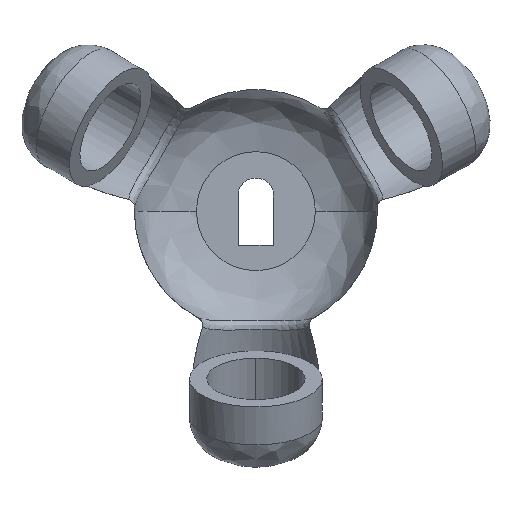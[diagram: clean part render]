
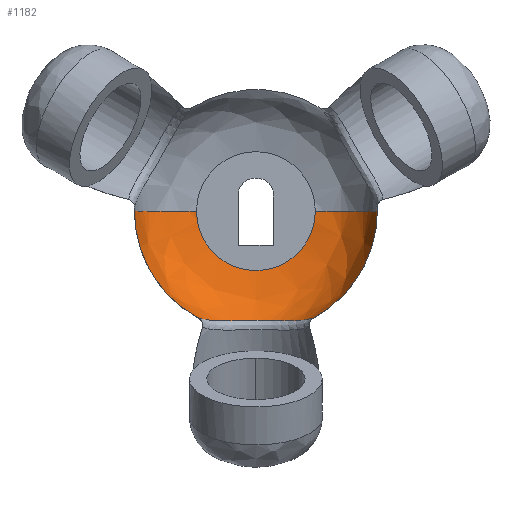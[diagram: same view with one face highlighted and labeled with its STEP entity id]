
A CAD part, top view. The second image highlights one B-rep face of the part: STEP entity #1182.
In plain terms, the highlighted free-form (B-spline) face has degree [3, 3] with [4, 7] control points.
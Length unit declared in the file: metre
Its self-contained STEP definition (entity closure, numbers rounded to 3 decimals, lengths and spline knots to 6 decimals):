
#86=B_SPLINE_CURVE_WITH_KNOTS('',3,(#2011,#2012,#2013,#2014,#2015,#2016,
#2017,#2018),.UNSPECIFIED.,.F.,.F.,(4,1,1,1,1,4),(0.,0.004575,
0.009149,0.013724,0.016011,0.018298),
 .UNSPECIFIED.);
#265=(
BOUNDED_CURVE()
B_SPLINE_CURVE(3,(#1598,#1599,#1600,#1601),.UNSPECIFIED.,.F.,.F.)
B_SPLINE_CURVE_WITH_KNOTS((4,4),(0.,1.),.PIECEWISE_BEZIER_KNOTS.)
CURVE()
GEOMETRIC_REPRESENTATION_ITEM()
RATIONAL_B_SPLINE_CURVE((1.,0.735,0.735,1.))
REPRESENTATION_ITEM('')
);
#266=(
BOUNDED_CURVE()
B_SPLINE_CURVE(3,(#1605,#1606,#1607,#1608),.UNSPECIFIED.,.F.,.F.)
B_SPLINE_CURVE_WITH_KNOTS((4,4),(0.,1.),.PIECEWISE_BEZIER_KNOTS.)
CURVE()
GEOMETRIC_REPRESENTATION_ITEM()
RATIONAL_B_SPLINE_CURVE((1.,0.735,0.735,1.))
REPRESENTATION_ITEM('')
);
#357=ORIENTED_EDGE('',*,*,#646,.F.);
#358=ORIENTED_EDGE('',*,*,#716,.F.);
#359=ORIENTED_EDGE('',*,*,#717,.T.);
#360=ORIENTED_EDGE('',*,*,#639,.F.);
#361=ORIENTED_EDGE('',*,*,#648,.T.);
#362=ORIENTED_EDGE('',*,*,#718,.F.);
#639=EDGE_CURVE('',#822,#823,#935,.F.);
#646=EDGE_CURVE('',#828,#830,#265,.T.);
#648=EDGE_CURVE('',#822,#831,#266,.T.);
#716=EDGE_CURVE('',#893,#828,#958,.F.);
#717=EDGE_CURVE('',#893,#823,#86,.T.);
#718=EDGE_CURVE('',#830,#831,#959,.T.);
#822=VERTEX_POINT('',#1545);
#823=VERTEX_POINT('',#1547);
#828=VERTEX_POINT('',#1596);
#830=VERTEX_POINT('',#1602);
#831=VERTEX_POINT('',#1604);
#893=VERTEX_POINT('',#2010);
#935=CIRCLE('',#1258,0.015634);
#958=CIRCLE('',#1287,0.015634);
#959=CIRCLE('',#1288,0.00765);
#994=EDGE_LOOP('',(#357,#358,#359,#360,#361,#362));
#1073=FACE_BOUND('',#994,.T.);
#1145=(
BOUNDED_SURFACE()
B_SPLINE_SURFACE(3,3,((#1981,#1982,#1983,#1984,#1985,#1986,#1987),(#1988,
#1989,#1990,#1991,#1992,#1993,#1994),(#1995,#1996,#1997,#1998,#1999,#2000,
#2001),(#2002,#2003,#2004,#2005,#2006,#2007,#2008)),.TOROIDAL_SURF.,.F.,
 .T.,.F.)
B_SPLINE_SURFACE_WITH_KNOTS((4,4),(4,3,4),(0.,1.),(0.,0.5,1.),
 .PIECEWISE_BEZIER_KNOTS.)
GEOMETRIC_REPRESENTATION_ITEM()
RATIONAL_B_SPLINE_SURFACE(((1.,0.333,0.333,1.,0.333,
0.333,1.),(0.735,0.245,0.245,
0.735,0.245,0.245,0.735),
(0.735,0.245,0.245,0.735,
0.245,0.245,0.735),(1.,0.333,
0.333,1.,0.333,0.333,1.)))
REPRESENTATION_ITEM('')
SURFACE()
);
#1182=ADVANCED_FACE('',(#1073),#1145,.F.);
#1258=AXIS2_PLACEMENT_3D('',#1546,#1325,#1326);
#1287=AXIS2_PLACEMENT_3D('',#2009,#1409,#1410);
#1288=AXIS2_PLACEMENT_3D('',#2019,#1411,#1412);
#1325=DIRECTION('',(0.,0.,1.));
#1326=DIRECTION('',(1.,0.,0.));
#1409=DIRECTION('',(0.,0.,1.));
#1410=DIRECTION('',(1.,0.,0.));
#1411=DIRECTION('',(0.,0.,1.));
#1412=DIRECTION('',(1.,0.,0.));
#1545=CARTESIAN_POINT('',(0.015634,-0.01111,0.0785));
#1546=CARTESIAN_POINT('',(0.,-0.01111,0.0785));
#1547=CARTESIAN_POINT('',(0.007491,-0.024833,0.0785));
#1596=CARTESIAN_POINT('',(-0.015634,-0.01111,0.0785));
#1598=CARTESIAN_POINT('',(-0.015603,-0.01111,0.079863));
#1599=CARTESIAN_POINT('',(-0.016229,-0.01111,0.0741));
#1600=CARTESIAN_POINT('',(-0.012004,-0.01111,0.070132));
#1601=CARTESIAN_POINT('',(-0.006291,-0.01111,0.071116));
#1602=CARTESIAN_POINT('',(-0.00765,-0.01111,0.071));
#1604=CARTESIAN_POINT('',(0.00765,-0.01111,0.071));
#1605=CARTESIAN_POINT('',(0.015603,-0.01111,0.079863));
#1606=CARTESIAN_POINT('',(0.016229,-0.01111,0.0741));
#1607=CARTESIAN_POINT('',(0.012004,-0.01111,0.070132));
#1608=CARTESIAN_POINT('',(0.006291,-0.01111,0.071116));
#1981=CARTESIAN_POINT('',(0.015603,-0.01111,0.079863));
#1982=CARTESIAN_POINT('',(0.015603,0.020096,0.079863));
#1983=CARTESIAN_POINT('',(-0.015603,0.020096,0.079863));
#1984=CARTESIAN_POINT('',(-0.015603,-0.01111,0.079863));
#1985=CARTESIAN_POINT('',(-0.015603,-0.042317,0.079863));
#1986=CARTESIAN_POINT('',(0.015603,-0.042317,0.079863));
#1987=CARTESIAN_POINT('',(0.015603,-0.01111,0.079863));
#1988=CARTESIAN_POINT('',(0.016229,-0.01111,0.0741));
#1989=CARTESIAN_POINT('',(0.016229,0.021347,0.0741));
#1990=CARTESIAN_POINT('',(-0.016229,0.021347,0.0741));
#1991=CARTESIAN_POINT('',(-0.016229,-0.01111,0.0741));
#1992=CARTESIAN_POINT('',(-0.016229,-0.043568,0.0741));
#1993=CARTESIAN_POINT('',(0.016229,-0.043568,0.0741));
#1994=CARTESIAN_POINT('',(0.016229,-0.01111,0.0741));
#1995=CARTESIAN_POINT('',(0.012004,-0.01111,0.070132));
#1996=CARTESIAN_POINT('',(0.012004,0.012897,0.070132));
#1997=CARTESIAN_POINT('',(-0.012004,0.012897,0.070132));
#1998=CARTESIAN_POINT('',(-0.012004,-0.01111,0.070132));
#1999=CARTESIAN_POINT('',(-0.012004,-0.035118,0.070132));
#2000=CARTESIAN_POINT('',(0.012004,-0.035118,0.070132));
#2001=CARTESIAN_POINT('',(0.012004,-0.01111,0.070132));
#2002=CARTESIAN_POINT('',(0.006291,-0.01111,0.071116));
#2003=CARTESIAN_POINT('',(0.006291,0.001472,0.071116));
#2004=CARTESIAN_POINT('',(-0.006291,0.001472,0.071116));
#2005=CARTESIAN_POINT('',(-0.006291,-0.01111,0.071116));
#2006=CARTESIAN_POINT('',(-0.006291,-0.023693,0.071116));
#2007=CARTESIAN_POINT('',(0.006291,-0.023693,0.071116));
#2008=CARTESIAN_POINT('',(0.006291,-0.01111,0.071116));
#2009=CARTESIAN_POINT('',(0.,-0.01111,0.0785));
#2010=CARTESIAN_POINT('',(-0.007491,-0.024833,0.0785));
#2011=CARTESIAN_POINT('',(-0.007491,-0.024833,0.0785));
#2012=CARTESIAN_POINT('',(-0.006754,-0.025143,0.077197));
#2013=CARTESIAN_POINT('',(-0.004568,-0.025263,0.074939));
#2014=CARTESIAN_POINT('',(0.000011,-0.025102,0.073819));
#2015=CARTESIAN_POINT('',(0.003792,-0.025234,0.074754));
#2016=CARTESIAN_POINT('',(0.006221,-0.025175,0.076626));
#2017=CARTESIAN_POINT('',(0.007123,-0.024988,0.077848));
#2018=CARTESIAN_POINT('',(0.007491,-0.024833,0.0785));
#2019=CARTESIAN_POINT('',(0.,-0.01111,0.071));
